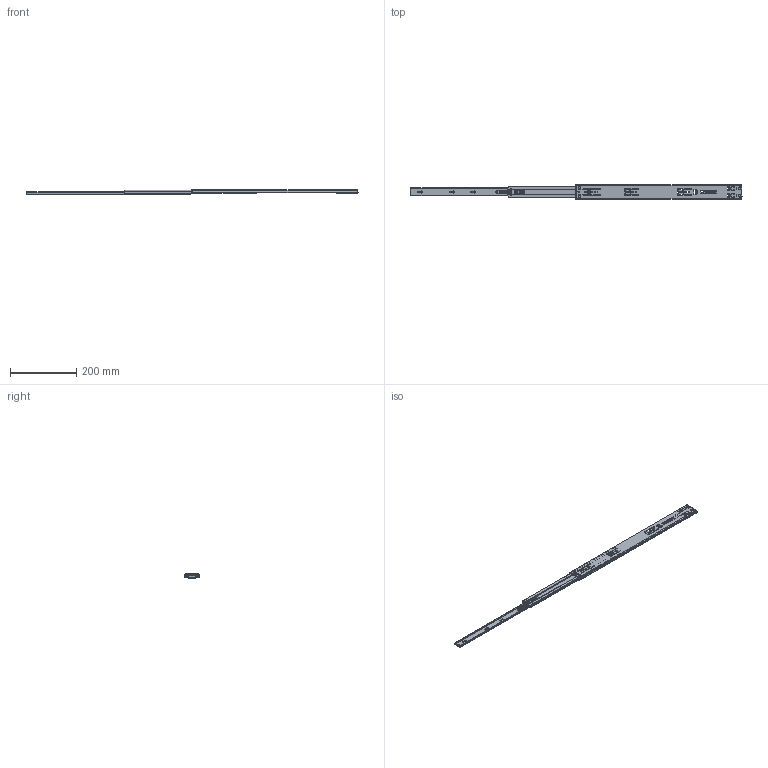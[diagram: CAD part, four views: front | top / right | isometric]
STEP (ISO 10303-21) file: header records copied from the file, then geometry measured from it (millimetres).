
FILE_DESCRIPTION (( 'STEP AP203' ), '1' );
FILE_NAME ('SC190-15347_ESR4670-20_スライドレール_1.step', '2018-06-25T01:44:39', ( '' ), ( '' ), 'SwSTEP 2.0', 'SolidWorks 2015', '' );
FILE_SCHEMA (( 'CONFIG_CONTROL_DESIGN' ));
Length unit declared in the file: millimetre
Products named in the file (12): SC190-15376_ESR4670型_レバーキャッチ; SC190-15371_ESR4670型_ダンパーケース(16-28用); SC190-15347_ESR4670-20_スライドレール_1; SC190-15348_ESR4670-20_ボール＆リテーナー; SC190-15373_ESR4670型_リテーナー; SC190-15344_ESR4670-20_中間メンバー; SC190-15375_ESR4670型_レバー2; SC190-15346_ESR4670-20_インナーメンバー; SC190-15369_ESR4670型_ロックプレート; SC190-15345_ESR4670-20_アウターメンバー; SC190-15374_ESR4670型_レバー1; SC190-15372_ESR4670型_ダンパーケース(16-28用)
Assembly tree (12 placements, depth 3):
  SC190-15347_ESR4670-20_スライドレール_1
    SC190-15345_ESR4670-20_アウターメンバー
    SC190-15371_ESR4670型_ダンパーケース(16-28用)
      SC190-15372_ESR4670型_ダンパーケース(16-28用)
    SC190-15348_ESR4670-20_ボール＆リテーナー  x2
    SC190-15373_ESR4670型_リテーナー
    SC190-15344_ESR4670-20_中間メンバー
    SC190-15375_ESR4670型_レバー2
    SC190-15346_ESR4670-20_インナーメンバー
    SC190-15369_ESR4670型_ロックプレート
    SC190-15374_ESR4670型_レバー1
    SC190-15376_ESR4670型_レバーキャッチ
Bounding box: 1001.57 x 45.5 x 12.7 mm (x, y, z)
Volume: 99726.7 mm3; surface area: 156471.4 mm2
Topology: 25 solids, 25 shells, 1887 faces, 5293 edges, 3346 vertices
Faces by surface type: plane 798, cylinder 739, bspline 264, torus 35, cone 33, sphere 18
Entity records: 72973 total; most frequent: CARTESIAN_POINT 28170, ORIENTED_EDGE 9884, DIRECTION 8097, EDGE_CURVE 4942, VERTEX_POINT 3188, LINE 2763, VECTOR 2763, AXIS2_PLACEMENT_3D 2667
